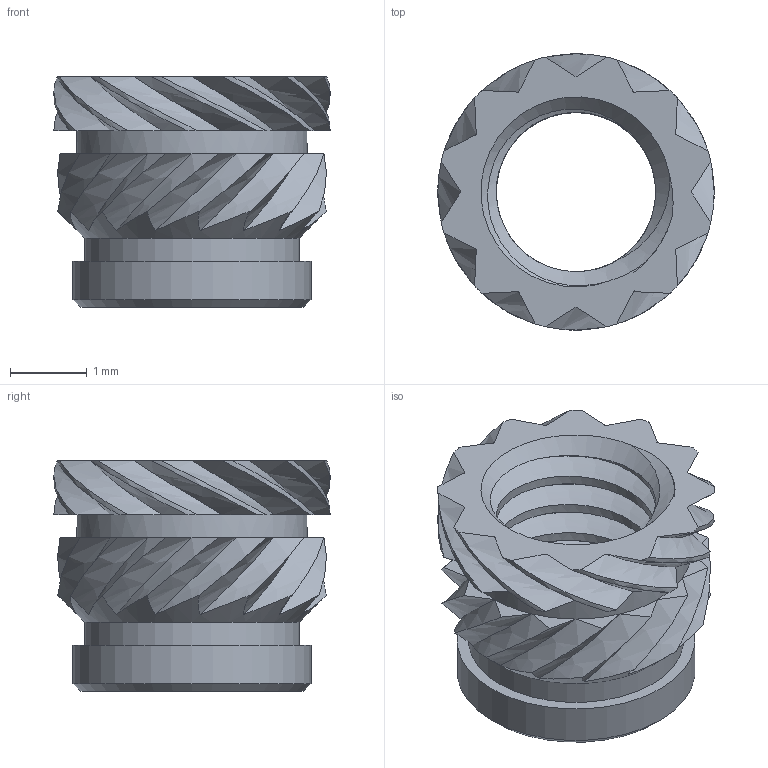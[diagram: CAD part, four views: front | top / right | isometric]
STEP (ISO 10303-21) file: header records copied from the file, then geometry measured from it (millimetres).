
FILE_DESCRIPTION(/* description */ (''),/* implementation_level */ '2;1');
FILE_NAME(/* name */ 'Insert_M2.step',/* time_stamp */ '2023-05-16T15:19:54+02:00',/* author */ (''),/* organization */ (''),/* preprocessor_version */ 'ST-DEVELOPER v19.2',/* originating_system */ 'Autodesk Translation Framework v12.4.0.73',/* authorisation */ '');
FILE_SCHEMA (('AUTOMOTIVE_DESIGN { 1 0 10303 214 3 1 1 }'));
Length unit declared in the file: millimetre
Products named in the file (1): Insert_M2
Bounding box: 3.6 x 3.6 x 3 mm (x, y, z)
Volume: 10.8 mm3; surface area: 88.2 mm2
Topology: 1 solids, 12 shells, 313 faces, 806 edges, 518 vertices
Faces by surface type: bspline 159, plane 120, cylinder 30, cone 4
Full cylindrical faces by diameter (mm): 2.075 x4, 2.58 x1, 2.8 x1, 3 x1, 3.1 x1
Entity records: 12751 total; most frequent: CARTESIAN_POINT 6381, ORIENTED_EDGE 1612, EDGE_CURVE 806, DIRECTION 760, VERTEX_POINT 518, B_SPLINE_CURVE_WITH_KNOTS 421, LINE 320, VECTOR 320
